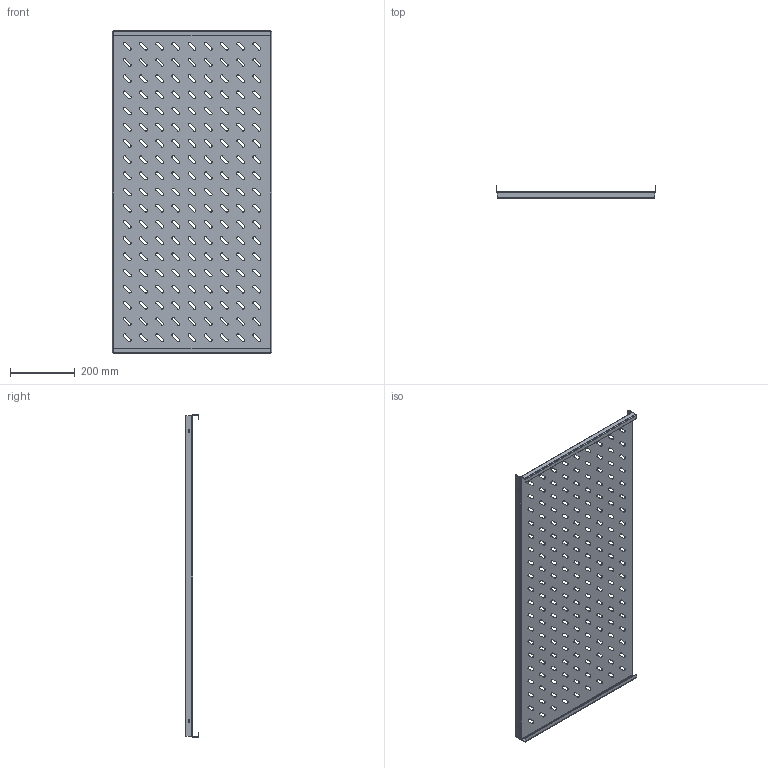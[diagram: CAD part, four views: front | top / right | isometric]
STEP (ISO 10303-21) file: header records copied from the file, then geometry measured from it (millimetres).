
FILE_DESCRIPTION (( 'STEP AP214' ), '1' );
FILE_NAME ('945.262.STEP', '2024-09-20T11:30:12', ( '' ), ( '' ), 'SwSTEP 2.0', 'SolidWorks 2021', '' );
FILE_SCHEMA (( 'AUTOMOTIVE_DESIGN' ));
Length unit declared in the file: millimetre
Products named in the file (1): 945.262
Bounding box: 492 x 41 x 997 mm (x, y, z)
Volume: 776290.9 mm3; surface area: 1058077.6 mm2
Topology: 1 solids, 1 shells, 923 faces, 2735 edges, 1814 vertices
Faces by surface type: cylinder 541, plane 382
Entity records: 31981 total; most frequent: DIRECTION 5665, CARTESIAN_POINT 5473, ORIENTED_EDGE 5470, EDGE_CURVE 2735, AXIS2_PLACEMENT_3D 2006, VERTEX_POINT 1814, LINE 1653, VECTOR 1653
